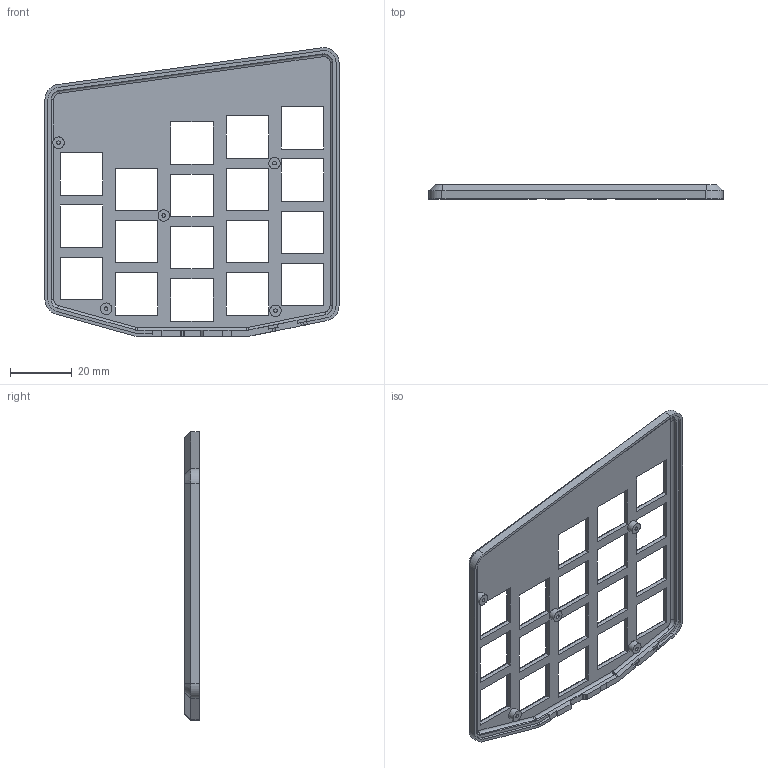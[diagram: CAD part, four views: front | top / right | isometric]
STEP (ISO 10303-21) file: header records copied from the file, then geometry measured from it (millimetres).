
FILE_DESCRIPTION(/* description */ ('','CAx-IF Rec.Pracs.---Representation and Presentation of Product Manufacturing Information (PMI)---4.0---2014-10-13'),/* implementation_level */ '2;1');
FILE_NAME(/* name */ 'top-left.stp',/* time_stamp */ '2022-07-06T15:58:56+02:00',/* author */ ('Gabriel Hansson'),/* organization */ ('Ergin'),/* preprocessor_version */ 'ST-DEVELOPER v19',/* originating_system */ 'Autodesk Inventor 2023',/* authorisation */ '');
FILE_SCHEMA (('AP242_MANAGED_MODEL_BASED_3D_ENGINEERING_MIM_LF { 1 0 10303 442 1 1 4 }'));
Length unit declared in the file: inch
Products named in the file (1): top-left
Bounding box: 95.6 x 4.7 x 93.85 mm (x, y, z)
Volume: 10381.7 mm3; surface area: 13774.9 mm2
Topology: 1 solids, 1 shells, 307 faces, 795 edges, 521 vertices
Faces by surface type: plane 256, cylinder 39, torus 6, cone 6
Full cylindrical faces by diameter (mm): 1.183 x5, 3.74 x5
Entity records: 9754 total; most frequent: CARTESIAN_POINT 1653, ORIENTED_EDGE 1590, DIRECTION 1527, EDGE_CURVE 795, LINE 701, VECTOR 701, VERTEX_POINT 521, AXIS2_PLACEMENT_3D 413
